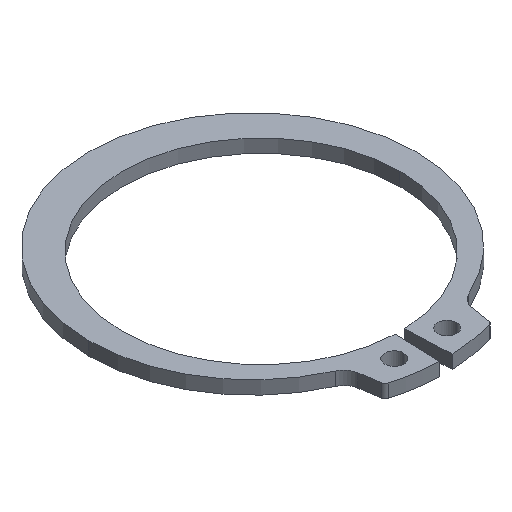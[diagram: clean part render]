
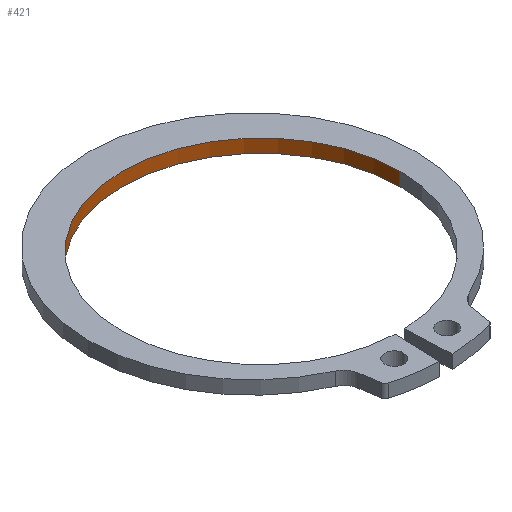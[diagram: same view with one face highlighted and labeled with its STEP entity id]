
A CAD part, isometric view. The second image highlights one B-rep face of the part: STEP entity #421.
In plain terms, the highlighted cylindrical face has radius 18.25 mm (diameter 36.5 mm), a partial arc.
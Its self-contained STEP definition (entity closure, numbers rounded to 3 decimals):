
#16 = CARTESIAN_POINT ( 'NONE',  ( 18.25, 0., 0.875 ) ) ;
#47 = ORIENTED_EDGE ( 'NONE', *, *, #486, .T. ) ;
#48 = VERTEX_POINT ( 'NONE', #272 ) ;
#83 = DIRECTION ( 'NONE',  ( -1., 0., 0. ) ) ;
#90 = EDGE_LOOP ( 'NONE', ( #310, #395, #47, #722 ) ) ;
#94 = DIRECTION ( 'NONE',  ( 0., 0., -1. ) ) ;
#96 = DIRECTION ( 'NONE',  ( 0., 0., -1. ) ) ;
#106 = AXIS2_PLACEMENT_3D ( 'NONE', #387, #194, #83 ) ;
#128 = CARTESIAN_POINT ( 'NONE',  ( 0., 0., -0.875 ) ) ;
#183 = CIRCLE ( 'NONE', #305, 18.25 ) ;
#194 = DIRECTION ( 'NONE',  ( 0., 0., -1. ) ) ;
#200 = VERTEX_POINT ( 'NONE', #680 ) ;
#220 = CARTESIAN_POINT ( 'NONE',  ( -18.25, 0., 0.875 ) ) ;
#259 = EDGE_CURVE ( 'NONE', #48, #200, #677, .T. ) ;
#272 = CARTESIAN_POINT ( 'NONE',  ( -18.25, 0., -0.875 ) ) ;
#293 = LINE ( 'NONE', #709, #401 ) ;
#305 = AXIS2_PLACEMENT_3D ( 'NONE', #662, #402, #719 ) ;
#310 = ORIENTED_EDGE ( 'NONE', *, *, #528, .F. ) ;
#375 = DIRECTION ( 'NONE',  ( 1., 0., 0. ) ) ;
#387 = CARTESIAN_POINT ( 'NONE',  ( 0., 0., 0.875 ) ) ;
#395 = ORIENTED_EDGE ( 'NONE', *, *, #704, .F. ) ;
#401 = VECTOR ( 'NONE', #96, 1000. ) ;
#402 = DIRECTION ( 'NONE',  ( 0., 0., -1. ) ) ;
#407 = VERTEX_POINT ( 'NONE', #16 ) ;
#421 = ADVANCED_FACE ( 'NONE', ( #688 ), #513, .F. ) ;
#486 = EDGE_CURVE ( 'NONE', #497, #48, #628, .T. ) ;
#497 = VERTEX_POINT ( 'NONE', #220 ) ;
#513 = CYLINDRICAL_SURFACE ( 'NONE', #106, 18.25 ) ;
#528 = EDGE_CURVE ( 'NONE', #407, #200, #293, .T. ) ;
#598 = AXIS2_PLACEMENT_3D ( 'NONE', #128, #683, #375 ) ;
#628 = LINE ( 'NONE', #772, #736 ) ;
#662 = CARTESIAN_POINT ( 'NONE',  ( 0., 0., 0.875 ) ) ;
#677 = CIRCLE ( 'NONE', #598, 18.25 ) ;
#680 = CARTESIAN_POINT ( 'NONE',  ( 18.25, 0., -0.875 ) ) ;
#683 = DIRECTION ( 'NONE',  ( 0., 0., -1. ) ) ;
#688 = FACE_OUTER_BOUND ( 'NONE', #90, .T. ) ;
#704 = EDGE_CURVE ( 'NONE', #497, #407, #183, .T. ) ;
#709 = CARTESIAN_POINT ( 'NONE',  ( 18.25, 0., 0.875 ) ) ;
#719 = DIRECTION ( 'NONE',  ( 1., 0., 0. ) ) ;
#722 = ORIENTED_EDGE ( 'NONE', *, *, #259, .T. ) ;
#736 = VECTOR ( 'NONE', #94, 1000. ) ;
#772 = CARTESIAN_POINT ( 'NONE',  ( -18.25, 0., 0.875 ) ) ;
